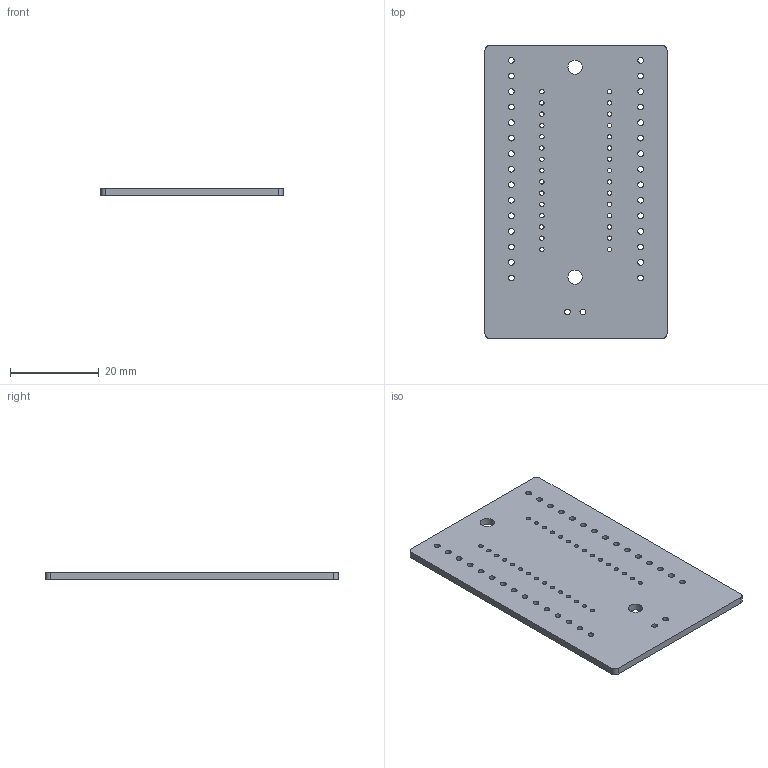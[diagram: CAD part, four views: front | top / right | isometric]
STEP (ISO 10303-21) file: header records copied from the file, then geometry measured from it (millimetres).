
FILE_DESCRIPTION(('KiCad electronic assembly'),'2;1');
FILE_NAME('PTSolns_Nano_Terminal.step','2024-03-14T19:02:22',('Pcbnew'), ('Kicad'),'Open CASCADE STEP processor 7.6','KiCad to STEP converter', 'Unknown');
FILE_SCHEMA(('AUTOMOTIVE_DESIGN { 1 0 10303 214 1 1 1 1 }'));
Length unit declared in the file: millimetre
Products named in the file (2): PTSolns_Nano_Terminal 1; _autosave-PTSolns_Nano_Terminal PCB
Assembly tree (1 placements, depth 2):
  PTSolns_Nano_Terminal 1
    _autosave-PTSolns_Nano_Terminal PCB
Bounding box: 41.01 x 65.95 x 1.6 mm (x, y, z)
Volume: 4195 mm3; surface area: 5975.4 mm2
Topology: 1 solids, 1 shells, 74 faces, 216 edges, 144 vertices
Faces by surface type: cylinder 68, plane 6
Full cylindrical faces by diameter (mm): 1 x30, 1.3 x32, 3.2 x2
Entity records: 6055 total; most frequent: CARTESIAN_POINT 1684, DIRECTION 800, ORIENTED_EDGE 432, PCURVE 432, DEFINITIONAL_REPRESENTATION 432, LINE 376, VECTOR 376, EDGE_CURVE 216
